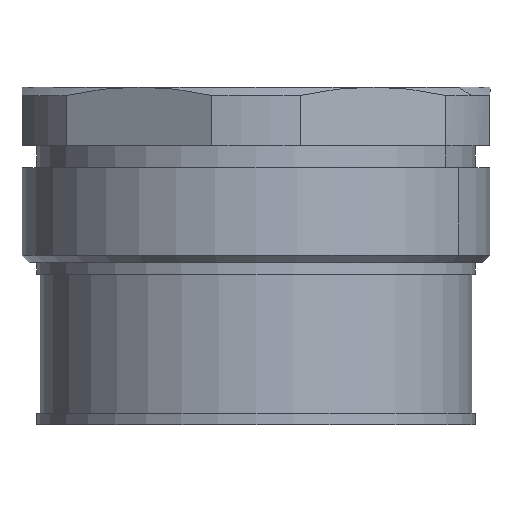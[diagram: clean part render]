
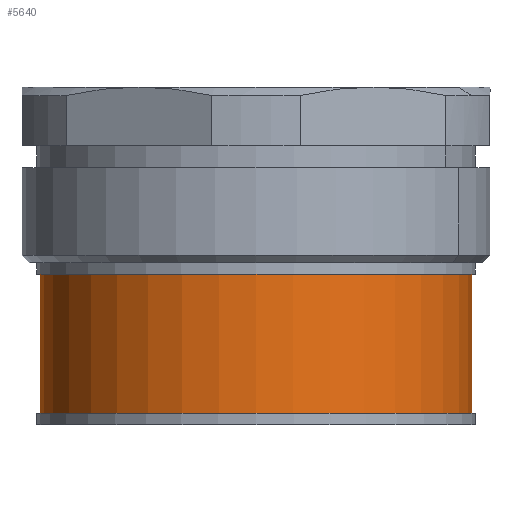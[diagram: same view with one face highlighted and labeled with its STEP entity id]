
A CAD part, front view. The second image highlights one B-rep face of the part: STEP entity #5640.
In plain terms, the highlighted cylindrical face has radius 14.75 mm (diameter 29.5 mm), a partial arc.
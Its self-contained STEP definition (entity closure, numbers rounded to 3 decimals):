
#3920=CARTESIAN_POINT('',(0.,0.,0.));
#3930=DIRECTION('',(0.,0.,1.));
#3940=DIRECTION('',(1.,0.,0.));
#3950=AXIS2_PLACEMENT_3D('',#3920,#3930,#3940);
#3960=CIRCLE('',#3950,14.75);
#3970=CARTESIAN_POINT('',(14.75,0.,0.));
#3980=VERTEX_POINT('',#3970);
#3990=CARTESIAN_POINT('',(-14.75,0.,0.));
#4000=VERTEX_POINT('',#3990);
#4030=EDGE_CURVE('',#4000,#3980,#3960,.T.);
#4350=CARTESIAN_POINT('',(0.,0.,9.5));
#4360=DIRECTION('',(0.,0.,1.));
#4370=DIRECTION('',(1.,0.,0.));
#4380=AXIS2_PLACEMENT_3D('',#4350,#4360,#4370);
#4390=CIRCLE('',#4380,14.75);
#4400=CARTESIAN_POINT('',(14.75,0.,9.5));
#4410=VERTEX_POINT('',#4400);
#4420=CARTESIAN_POINT('',(-14.75,0.,9.5));
#4430=VERTEX_POINT('',#4420);
#4460=EDGE_CURVE('',#4430,#4410,#4390,.T.);
#5430=CARTESIAN_POINT('',(0.,0.,0.));
#5440=DIRECTION('',(0.,0.,1.));
#5450=DIRECTION('',(1.,0.,0.));
#5460=AXIS2_PLACEMENT_3D('',#5430,#5440,#5450);
#5470=CYLINDRICAL_SURFACE('',#5460,14.75);
#5480=CARTESIAN_POINT('',(14.75,0.,0.));
#5490=DIRECTION('',(0.,0.,1.));
#5500=VECTOR('',#5490,1.);
#5510=LINE('',#5480,#5500);
#5520=EDGE_CURVE('',#3980,#4410,#5510,.T.);
#5530=ORIENTED_EDGE('',*,*,#5520,.T.);
#5540=ORIENTED_EDGE('',*,*,#4030,.T.);
#5550=CARTESIAN_POINT('',(-14.75,0.,0.));
#5560=DIRECTION('',(0.,0.,1.));
#5570=VECTOR('',#5560,1.);
#5580=LINE('',#5550,#5570);
#5590=EDGE_CURVE('',#4000,#4430,#5580,.T.);
#5600=ORIENTED_EDGE('',*,*,#5590,.F.);
#5610=ORIENTED_EDGE('',*,*,#4460,.F.);
#5620=EDGE_LOOP('',(#5610,#5600,#5540,#5530));
#5630=FACE_OUTER_BOUND('',#5620,.T.);
#5640=ADVANCED_FACE('',(#5630),#5470,.T.);
